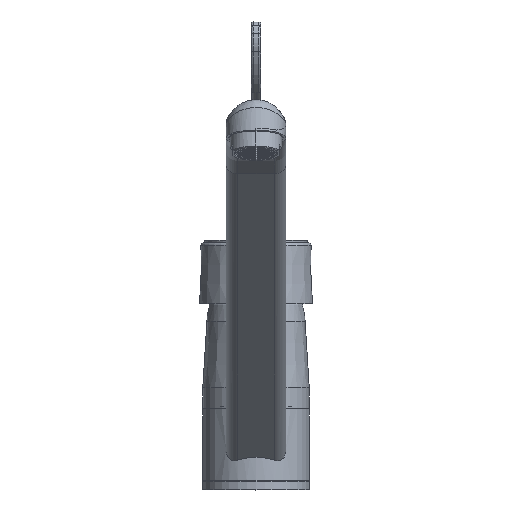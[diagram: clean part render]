
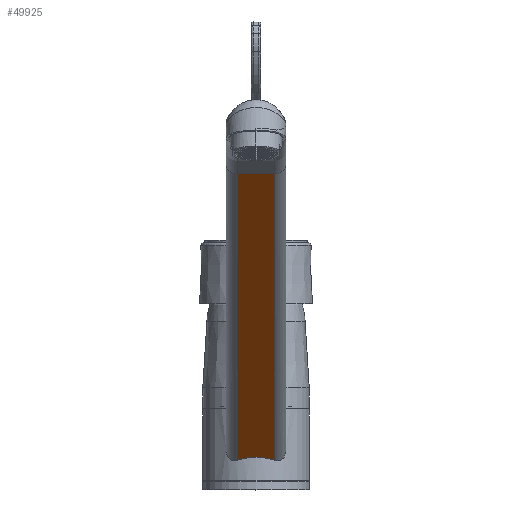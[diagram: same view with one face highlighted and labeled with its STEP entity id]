
A CAD part, top view. The second image highlights one B-rep face of the part: STEP entity #49925.
In plain terms, the highlighted planar face has unit normal (0, -0.75, 0.661).
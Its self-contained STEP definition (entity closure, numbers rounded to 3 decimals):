
#48117=DIRECTION('',(1.,0.,0.));
#48118=VECTOR('',#48117,17.);
#48119=CARTESIAN_POINT('',(-8.5,147.767,175.284));
#48120=LINE('',#48119,#48118);
#48187=DIRECTION('',(0.,0.662,0.75));
#48188=VECTOR('',#48187,202.385);
#48189=CARTESIAN_POINT('',(8.5,13.885,23.511));
#48190=LINE('',#48189,#48188);
#48191=CARTESIAN_POINT('',(8.5,13.885,23.511));
#48192=CARTESIAN_POINT('',(7.083,14.337,24.023));
#48193=CARTESIAN_POINT('',(4.25,14.988,24.761));
#48194=CARTESIAN_POINT('',(0.,15.305,
25.12));
#48195=CARTESIAN_POINT('',(-4.25,14.988,
24.761));
#48196=CARTESIAN_POINT('',(-7.083,14.337,
24.023));
#48197=CARTESIAN_POINT('',(-8.5,13.885,
23.511));
#48199=DIRECTION('',(0.,0.662,0.75));
#48200=VECTOR('',#48199,202.385);
#48201=CARTESIAN_POINT('',(-8.5,13.885,
23.511));
#48202=LINE('',#48201,#48200);
#48203=CARTESIAN_POINT('',(-8.5,13.885,
23.511));
#48511=CARTESIAN_POINT('',(-8.5,147.767,175.284));
#48512=VERTEX_POINT('',#48511);
#48513=CARTESIAN_POINT('',(8.5,147.767,175.284));
#48514=VERTEX_POINT('',#48513);
#48630=VERTEX_POINT('',#48203);
#48631=VERTEX_POINT('',#48191);
#49913=CARTESIAN_POINT('',(-8.5,6.344,14.961));
#49914=DIRECTION('',(0.,-0.75,0.662));
#49915=DIRECTION('',(1.,0.,0.));
#49916=AXIS2_PLACEMENT_3D('',#49913,#49914,#49915);
#49917=PLANE('',#49916);
#49918=ORIENTED_EDGE('',*,*,#48744,.T.);
#49920=ORIENTED_EDGE('',*,*,#49919,.T.);
#49921=ORIENTED_EDGE('',*,*,#49818,.T.);
#49922=ORIENTED_EDGE('',*,*,#49898,.F.);
#49923=EDGE_LOOP('',(#49918,#49920,#49921,#49922));
#49924=FACE_OUTER_BOUND('',#49923,.F.);
#49925=ADVANCED_FACE('',(#49924),#49917,.T.);
#48198=B_SPLINE_CURVE_WITH_KNOTS('',3,(#48191,#48192,#48193,#48194,#48195,
#48196,#48197),.UNSPECIFIED.,.F.,.F.,(4,1,1,1,4),(0.,0.25,0.5,0.75,
1.),.UNSPECIFIED.);
#48744=EDGE_CURVE('',#48631,#48630,#48198,.T.);
#49818=EDGE_CURVE('',#48512,#48514,#48120,.T.);
#49898=EDGE_CURVE('',#48631,#48514,#48190,.T.);
#49919=EDGE_CURVE('',#48630,#48512,#48202,.T.);
